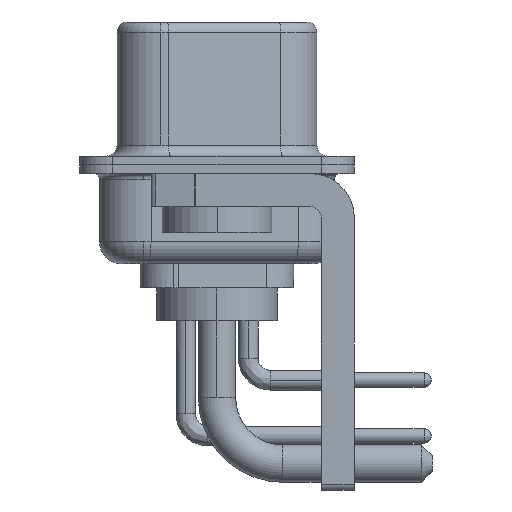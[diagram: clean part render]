
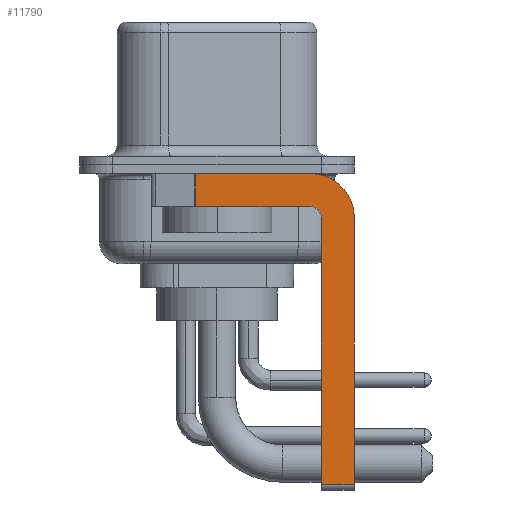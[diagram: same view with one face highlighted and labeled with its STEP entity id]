
A CAD part, left-side view. The second image highlights one B-rep face of the part: STEP entity #11790.
In plain terms, the highlighted planar face has unit normal (-1, 0, 0).
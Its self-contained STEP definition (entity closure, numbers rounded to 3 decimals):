
#108 = CARTESIAN_POINT ( 'NONE',  ( -2.9, -4.25, -1.9 ) ) ;
#142 = DIRECTION ( 'NONE',  ( 1., 0., 0. ) ) ;
#191 = ORIENTED_EDGE ( 'NONE', *, *, #21513, .F. ) ;
#467 = EDGE_CURVE ( 'NONE', #17230, #16367, #10406, .T. ) ;
#479 = PLANE ( 'NONE',  #4394 ) ;
#1277 = CARTESIAN_POINT ( 'NONE',  ( -2.9, 0.978, -1.9 ) ) ;
#1766 = CIRCLE ( 'NONE', #10464, 2. ) ;
#1779 = LINE ( 'NONE', #8763, #18322 ) ;
#1853 = CARTESIAN_POINT ( 'NONE',  ( -2.9, -4.75, -14.8 ) ) ;
#2013 = CIRCLE ( 'NONE', #11082, 0.5 ) ;
#2253 = EDGE_CURVE ( 'NONE', #7528, #16367, #6604, .T. ) ;
#3656 = DIRECTION ( 'NONE',  ( 0., 1., 0. ) ) ;
#3712 = VERTEX_POINT ( 'NONE', #19768 ) ;
#3824 = VECTOR ( 'NONE', #10850, 1000. ) ;
#4394 = AXIS2_PLACEMENT_3D ( 'NONE', #7713, #142, #5593 ) ;
#4749 = VECTOR ( 'NONE', #3656, 1000. ) ;
#5530 = LINE ( 'NONE', #1853, #3824 ) ;
#5593 = DIRECTION ( 'NONE',  ( 0., 0., -1. ) ) ;
#5602 = CARTESIAN_POINT ( 'NONE',  ( -2.9, 3., -0.4 ) ) ;
#6604 = LINE ( 'NONE', #17485, #16929 ) ;
#6879 = EDGE_CURVE ( 'NONE', #8464, #17230, #2013, .T. ) ;
#7107 = VERTEX_POINT ( 'NONE', #12284 ) ;
#7247 = DIRECTION ( 'NONE',  ( 0., -1., 0. ) ) ;
#7528 = VERTEX_POINT ( 'NONE', #18871 ) ;
#7713 = CARTESIAN_POINT ( 'NONE',  ( -2.9, -4.25, -2.4 ) ) ;
#7974 = ORIENTED_EDGE ( 'NONE', *, *, #9381, .F. ) ;
#8464 = VERTEX_POINT ( 'NONE', #23314 ) ;
#8763 = CARTESIAN_POINT ( 'NONE',  ( -2.9, -6.25, -2.4 ) ) ;
#8859 = CARTESIAN_POINT ( 'NONE',  ( -2.9, -4.25, -0.4 ) ) ;
#9304 = EDGE_LOOP ( 'NONE', ( #7974, #18179, #18078, #17703, #191, #20597, #22356, #10508 ) ) ;
#9381 = EDGE_CURVE ( 'NONE', #7528, #16448, #14812, .T. ) ;
#9488 = FACE_OUTER_BOUND ( 'NONE', #9304, .T. ) ;
#10406 = LINE ( 'NONE', #108, #4749 ) ;
#10418 = DIRECTION ( 'NONE',  ( 0., 0., -1. ) ) ;
#10464 = AXIS2_PLACEMENT_3D ( 'NONE', #17719, #19265, #17960 ) ;
#10508 = ORIENTED_EDGE ( 'NONE', *, *, #12486, .F. ) ;
#10797 = LINE ( 'NONE', #23217, #14333 ) ;
#10850 = DIRECTION ( 'NONE',  ( 0., 0., 1. ) ) ;
#11082 = AXIS2_PLACEMENT_3D ( 'NONE', #19995, #11121, #15002 ) ;
#11108 = CARTESIAN_POINT ( 'NONE',  ( -2.9, -6.25, -14.55 ) ) ;
#11121 = DIRECTION ( 'NONE',  ( -1., 0., 0. ) ) ;
#11790 = ADVANCED_FACE ( 'NONE', ( #9488 ), #479, .F. ) ;
#12284 = CARTESIAN_POINT ( 'NONE',  ( -2.9, -4.75, -14.55 ) ) ;
#12486 = EDGE_CURVE ( 'NONE', #16448, #3712, #1766, .T. ) ;
#12994 = VECTOR ( 'NONE', #20032, 1000. ) ;
#13456 = EDGE_CURVE ( 'NONE', #3712, #16434, #1779, .T. ) ;
#13705 = DIRECTION ( 'NONE',  ( 0., 0., -1. ) ) ;
#14333 = VECTOR ( 'NONE', #7247, 1000. ) ;
#14398 = CARTESIAN_POINT ( 'NONE',  ( -2.9, -4.25, -1.9 ) ) ;
#14812 = LINE ( 'NONE', #5602, #12994 ) ;
#15002 = DIRECTION ( 'NONE',  ( 0., 0., 1. ) ) ;
#16367 = VERTEX_POINT ( 'NONE', #1277 ) ;
#16434 = VERTEX_POINT ( 'NONE', #11108 ) ;
#16448 = VERTEX_POINT ( 'NONE', #8859 ) ;
#16929 = VECTOR ( 'NONE', #13705, 1000. ) ;
#17230 = VERTEX_POINT ( 'NONE', #14398 ) ;
#17485 = CARTESIAN_POINT ( 'NONE',  ( -2.9, 0.978, -1.9 ) ) ;
#17703 = ORIENTED_EDGE ( 'NONE', *, *, #6879, .F. ) ;
#17719 = CARTESIAN_POINT ( 'NONE',  ( -2.9, -4.25, -2.4 ) ) ;
#17960 = DIRECTION ( 'NONE',  ( 0., 0., -1. ) ) ;
#18078 = ORIENTED_EDGE ( 'NONE', *, *, #467, .F. ) ;
#18179 = ORIENTED_EDGE ( 'NONE', *, *, #2253, .T. ) ;
#18309 = EDGE_CURVE ( 'NONE', #7107, #16434, #10797, .T. ) ;
#18322 = VECTOR ( 'NONE', #10418, 1000. ) ;
#18871 = CARTESIAN_POINT ( 'NONE',  ( -2.9, 0.978, -0.4 ) ) ;
#19265 = DIRECTION ( 'NONE',  ( 1., 0., 0. ) ) ;
#19768 = CARTESIAN_POINT ( 'NONE',  ( -2.9, -6.25, -2.4 ) ) ;
#19995 = CARTESIAN_POINT ( 'NONE',  ( -2.9, -4.25, -2.4 ) ) ;
#20032 = DIRECTION ( 'NONE',  ( 0., -1., 0. ) ) ;
#20597 = ORIENTED_EDGE ( 'NONE', *, *, #18309, .T. ) ;
#21513 = EDGE_CURVE ( 'NONE', #7107, #8464, #5530, .T. ) ;
#22356 = ORIENTED_EDGE ( 'NONE', *, *, #13456, .F. ) ;
#23217 = CARTESIAN_POINT ( 'NONE',  ( -2.9, -4.25, -14.55 ) ) ;
#23314 = CARTESIAN_POINT ( 'NONE',  ( -2.9, -4.75, -2.4 ) ) ;
